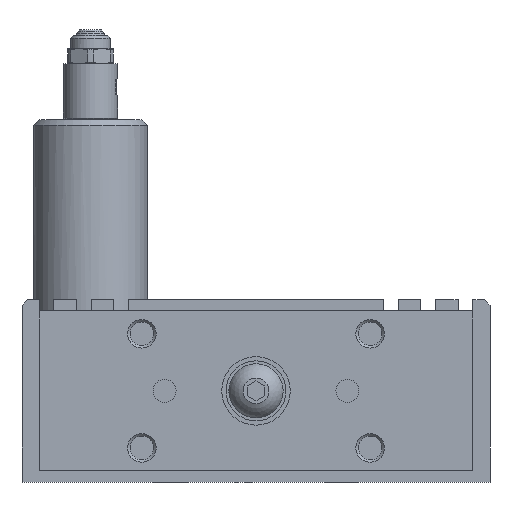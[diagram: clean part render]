
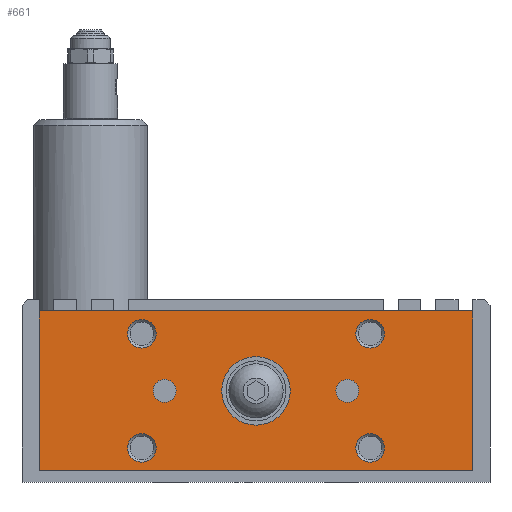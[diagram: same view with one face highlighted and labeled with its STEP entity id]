
A CAD part, left-side view. The second image highlights one B-rep face of the part: STEP entity #661.
In plain terms, the highlighted planar face has unit normal (-1, 0, 0).
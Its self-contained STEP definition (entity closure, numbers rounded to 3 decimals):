
#661 = ADVANCED_FACE( '', ( #1507, #1508, #1509, #1510, #1511, #1512, #1513, #1514 ), #1515, .F. );
#1507 = FACE_BOUND( '', #2499, .T. );
#1508 = FACE_BOUND( '', #2500, .T. );
#1509 = FACE_BOUND( '', #2501, .T. );
#1510 = FACE_BOUND( '', #2502, .T. );
#1511 = FACE_BOUND( '', #2503, .T. );
#1512 = FACE_BOUND( '', #2504, .T. );
#1513 = FACE_BOUND( '', #2505, .T. );
#1514 = FACE_OUTER_BOUND( '', #2506, .T. );
#1515 = PLANE( '', #2507 );
#2499 = EDGE_LOOP( '', ( #4273 ) );
#2500 = EDGE_LOOP( '', ( #4274 ) );
#2501 = EDGE_LOOP( '', ( #4275 ) );
#2502 = EDGE_LOOP( '', ( #4276 ) );
#2503 = EDGE_LOOP( '', ( #4277 ) );
#2504 = EDGE_LOOP( '', ( #4278 ) );
#2505 = EDGE_LOOP( '', ( #4279 ) );
#2506 = EDGE_LOOP( '', ( #4280, #4281, #4282, #4283 ) );
#2507 = AXIS2_PLACEMENT_3D( '', #4284, #4285, #4286 );
#4273 = ORIENTED_EDGE( '', *, *, #5508, .F. );
#4274 = ORIENTED_EDGE( '', *, *, #5499, .T. );
#4275 = ORIENTED_EDGE( '', *, *, #5487, .T. );
#4276 = ORIENTED_EDGE( '', *, *, #5587, .F. );
#4277 = ORIENTED_EDGE( '', *, *, #5588, .F. );
#4278 = ORIENTED_EDGE( '', *, *, #5127, .T. );
#4279 = ORIENTED_EDGE( '', *, *, #5589, .T. );
#4280 = ORIENTED_EDGE( '', *, *, #5102, .F. );
#4281 = ORIENTED_EDGE( '', *, *, #5590, .F. );
#4282 = ORIENTED_EDGE( '', *, *, #5591, .F. );
#4283 = ORIENTED_EDGE( '', *, *, #5057, .F. );
#4284 = CARTESIAN_POINT( '', ( -61., 38., 30. ) );
#4285 = DIRECTION( '', ( 1., 0., 0. ) );
#4286 = DIRECTION( '', ( 0., 0., 1. ) );
#5057 = EDGE_CURVE( '', #5929, #5931, #5932, .T. );
#5102 = EDGE_CURVE( '', #6007, #5929, #6009, .T. );
#5127 = EDGE_CURVE( '', #6049, #6049, #6050, .T. );
#5487 = EDGE_CURVE( '', #6601, #6601, #6602, .T. );
#5499 = EDGE_CURVE( '', #6616, #6616, #6617, .T. );
#5508 = EDGE_CURVE( '', #6628, #6628, #6629, .T. );
#5587 = EDGE_CURVE( '', #6732, #6732, #6733, .T. );
#5588 = EDGE_CURVE( '', #6734, #6734, #6735, .T. );
#5589 = EDGE_CURVE( '', #6736, #6736, #6737, .T. );
#5590 = EDGE_CURVE( '', #6738, #6007, #6739, .T. );
#5591 = EDGE_CURVE( '', #5931, #6738, #6740, .T. );
#5929 = VERTEX_POINT( '', #7295 );
#5931 = VERTEX_POINT( '', #7298 );
#5932 = LINE( '', #7299, #7300 );
#6007 = VERTEX_POINT( '', #7562 );
#6009 = LINE( '', #7565, #7566 );
#6049 = VERTEX_POINT( '', #7615 );
#6050 = CIRCLE( '', #7616, 2.5 );
#6601 = VERTEX_POINT( '', #8385 );
#6602 = CIRCLE( '', #8386, 2.5 );
#6616 = VERTEX_POINT( '', #8405 );
#6617 = CIRCLE( '', #8406, 2.01 );
#6628 = VERTEX_POINT( '', #8422 );
#6629 = CIRCLE( '', #8423, 2.01 );
#6732 = VERTEX_POINT( '', #8569 );
#6733 = CIRCLE( '', #8570, 2.5 );
#6734 = VERTEX_POINT( '', #8571 );
#6735 = CIRCLE( '', #8572, 2.5 );
#6736 = VERTEX_POINT( '', #8573 );
#6737 = CIRCLE( '', #8574, 6. );
#6738 = VERTEX_POINT( '', #8575 );
#6739 = LINE( '', #8576, #8577 );
#6740 = LINE( '', #8578, #8579 );
#7295 = CARTESIAN_POINT( '', ( -61., 38., 30. ) );
#7298 = CARTESIAN_POINT( '', ( -61., -38., 30. ) );
#7299 = CARTESIAN_POINT( '', ( -61., 38., 30. ) );
#7300 = VECTOR( '', #8919, 1000. );
#7562 = CARTESIAN_POINT( '', ( -61., 38., 2. ) );
#7565 = CARTESIAN_POINT( '', ( -61., 38., 2. ) );
#7566 = VECTOR( '', #8969, 1000. );
#7615 = CARTESIAN_POINT( '', ( -61., -17.5, 26. ) );
#7616 = AXIS2_PLACEMENT_3D( '', #9000, #9001, #9002 );
#8385 = CARTESIAN_POINT( '', ( -61., 17.5, 6. ) );
#8386 = AXIS2_PLACEMENT_3D( '', #9449, #9450, #9451 );
#8405 = CARTESIAN_POINT( '', ( -61., -13.99, 16. ) );
#8406 = AXIS2_PLACEMENT_3D( '', #9463, #9464, #9465 );
#8422 = CARTESIAN_POINT( '', ( -61., 13.99, 16. ) );
#8423 = AXIS2_PLACEMENT_3D( '', #9471, #9472, #9473 );
#8569 = CARTESIAN_POINT( '', ( -61., -17.5, 6. ) );
#8570 = AXIS2_PLACEMENT_3D( '', #9573, #9574, #9575 );
#8571 = CARTESIAN_POINT( '', ( -61., 17.5, 26. ) );
#8572 = AXIS2_PLACEMENT_3D( '', #9576, #9577, #9578 );
#8573 = CARTESIAN_POINT( '', ( -61., 6., 16. ) );
#8574 = AXIS2_PLACEMENT_3D( '', #9579, #9580, #9581 );
#8575 = CARTESIAN_POINT( '', ( -61., -38., 2. ) );
#8576 = CARTESIAN_POINT( '', ( -61., -38., 2. ) );
#8577 = VECTOR( '', #9582, 1000. );
#8578 = CARTESIAN_POINT( '', ( -61., -38., 30. ) );
#8579 = VECTOR( '', #9583, 1000. );
#8919 = DIRECTION( '', ( 0., -1., 0. ) );
#8969 = DIRECTION( '', ( 0., 0., 1. ) );
#9000 = CARTESIAN_POINT( '', ( -61., -20., 26. ) );
#9001 = DIRECTION( '', ( 1., 0., 0. ) );
#9002 = DIRECTION( '', ( 0., 1., 0. ) );
#9449 = CARTESIAN_POINT( '', ( -61., 20., 6. ) );
#9450 = DIRECTION( '', ( 1., 0., 0. ) );
#9451 = DIRECTION( '', ( 0., -1., 0. ) );
#9463 = CARTESIAN_POINT( '', ( -61., -16., 16. ) );
#9464 = DIRECTION( '', ( 1., 0., 0. ) );
#9465 = DIRECTION( '', ( 0., 1., 0. ) );
#9471 = CARTESIAN_POINT( '', ( -61., 16., 16. ) );
#9472 = DIRECTION( '', ( -1., 0., 0. ) );
#9473 = DIRECTION( '', ( 0., -1., 0. ) );
#9573 = CARTESIAN_POINT( '', ( -61., -20., 6. ) );
#9574 = DIRECTION( '', ( -1., 0., 0. ) );
#9575 = DIRECTION( '', ( 0., 1., 0. ) );
#9576 = CARTESIAN_POINT( '', ( -61., 20., 26. ) );
#9577 = DIRECTION( '', ( -1., 0., 0. ) );
#9578 = DIRECTION( '', ( 0., -1., 0. ) );
#9579 = CARTESIAN_POINT( '', ( -61., 0., 16. ) );
#9580 = DIRECTION( '', ( 1., 0., 0. ) );
#9581 = DIRECTION( '', ( 0., 1., 0. ) );
#9582 = DIRECTION( '', ( 0., 1., 0. ) );
#9583 = DIRECTION( '', ( 0., 0., -1. ) );
